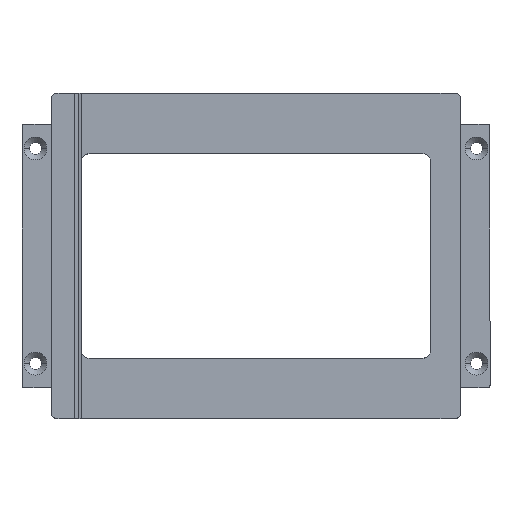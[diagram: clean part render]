
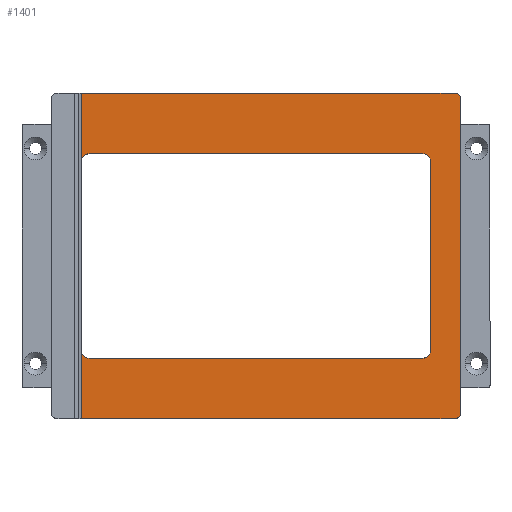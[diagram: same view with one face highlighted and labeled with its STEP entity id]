
A CAD part, top view. The second image highlights one B-rep face of the part: STEP entity #1401.
In plain terms, the highlighted planar face has unit normal (0, 0, 1).
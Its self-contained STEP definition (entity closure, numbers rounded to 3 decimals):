
#36 = EDGE_CURVE ( 'NONE', #520, #1092, #2036, .T. ) ;
#86 = LINE ( 'NONE', #917, #449 ) ;
#87 = VECTOR ( 'NONE', #738, 1000. ) ;
#113 = EDGE_CURVE ( 'NONE', #1092, #793, #395, .T. ) ;
#129 = DIRECTION ( 'NONE',  ( 0., 0., -1. ) ) ;
#130 = ORIENTED_EDGE ( 'NONE', *, *, #1623, .F. ) ;
#134 = ORIENTED_EDGE ( 'NONE', *, *, #1272, .F. ) ;
#136 = CARTESIAN_POINT ( 'NONE',  ( -62., 38., 12. ) ) ;
#179 = CARTESIAN_POINT ( 'NONE',  ( -76., 60.5, 12. ) ) ;
#229 = CARTESIAN_POINT ( 'NONE',  ( -62., 35., 12. ) ) ;
#240 = LINE ( 'NONE', #1425, #1017 ) ;
#244 = CARTESIAN_POINT ( 'NONE',  ( 74., -58.5, 12. ) ) ;
#253 = AXIS2_PLACEMENT_3D ( 'NONE', #2087, #1262, #1240 ) ;
#268 = ORIENTED_EDGE ( 'NONE', *, *, #772, .T. ) ;
#330 = DIRECTION ( 'NONE',  ( 0., 0., -1. ) ) ;
#346 = VERTEX_POINT ( 'NONE', #1429 ) ;
#391 = CARTESIAN_POINT ( 'NONE',  ( 65., -35., 12. ) ) ;
#395 = LINE ( 'NONE', #757, #722 ) ;
#400 = CARTESIAN_POINT ( 'NONE',  ( 65., 35., 12. ) ) ;
#449 = VECTOR ( 'NONE', #1583, 1000. ) ;
#460 = CARTESIAN_POINT ( 'NONE',  ( 62., -35., 12. ) ) ;
#468 = CARTESIAN_POINT ( 'NONE',  ( 62., -38., 12. ) ) ;
#471 = VERTEX_POINT ( 'NONE', #136 ) ;
#496 = CARTESIAN_POINT ( 'NONE',  ( 76., 58.5, 12. ) ) ;
#509 = CARTESIAN_POINT ( 'NONE',  ( -76., -60.5, 12. ) ) ;
#520 = VERTEX_POINT ( 'NONE', #1363 ) ;
#526 = AXIS2_PLACEMENT_3D ( 'NONE', #1975, #330, #1812 ) ;
#543 = DIRECTION ( 'NONE',  ( -1., 0., 0. ) ) ;
#561 = AXIS2_PLACEMENT_3D ( 'NONE', #460, #1129, #1604 ) ;
#584 = CARTESIAN_POINT ( 'NONE',  ( -65., 60.5, 12. ) ) ;
#630 = VERTEX_POINT ( 'NONE', #391 ) ;
#635 = ORIENTED_EDGE ( 'NONE', *, *, #1298, .T. ) ;
#642 = ORIENTED_EDGE ( 'NONE', *, *, #36, .T. ) ;
#701 = CARTESIAN_POINT ( 'NONE',  ( -65., -60.5, 12. ) ) ;
#710 = VECTOR ( 'NONE', #1188, 1000. ) ;
#722 = VECTOR ( 'NONE', #1737, 1000. ) ;
#738 = DIRECTION ( 'NONE',  ( 0., 1., 0. ) ) ;
#741 = EDGE_CURVE ( 'NONE', #1127, #2153, #1187, .T. ) ;
#742 = AXIS2_PLACEMENT_3D ( 'NONE', #1330, #129, #1307 ) ;
#757 = CARTESIAN_POINT ( 'NONE',  ( 76., -60.5, 12. ) ) ;
#771 = CIRCLE ( 'NONE', #1047, 3. ) ;
#772 = EDGE_CURVE ( 'NONE', #886, #520, #2007, .T. ) ;
#789 = ORIENTED_EDGE ( 'NONE', *, *, #1008, .F. ) ;
#793 = VERTEX_POINT ( 'NONE', #496 ) ;
#797 = LINE ( 'NONE', #584, #2097 ) ;
#800 = ORIENTED_EDGE ( 'NONE', *, *, #1876, .T. ) ;
#826 = ORIENTED_EDGE ( 'NONE', *, *, #2005, .T. ) ;
#886 = VERTEX_POINT ( 'NONE', #701 ) ;
#902 = LINE ( 'NONE', #1568, #87 ) ;
#917 = CARTESIAN_POINT ( 'NONE',  ( -65., 38., 12. ) ) ;
#921 = DIRECTION ( 'NONE',  ( 0., 0., 1. ) ) ;
#936 = DIRECTION ( 'NONE',  ( 0., 1., 0. ) ) ;
#960 = ORIENTED_EDGE ( 'NONE', *, *, #1491, .F. ) ;
#968 = DIRECTION ( 'NONE',  ( 0., 0., 1. ) ) ;
#972 = EDGE_CURVE ( 'NONE', #1998, #471, #771, .T. ) ;
#973 = CARTESIAN_POINT ( 'NONE',  ( -62., -38., 12. ) ) ;
#996 = EDGE_CURVE ( 'NONE', #1676, #471, #86, .T. ) ;
#1008 = EDGE_CURVE ( 'NONE', #630, #1011, #240, .T. ) ;
#1011 = VERTEX_POINT ( 'NONE', #400 ) ;
#1017 = VECTOR ( 'NONE', #2084, 1000. ) ;
#1047 = AXIS2_PLACEMENT_3D ( 'NONE', #229, #1461, #1618 ) ;
#1058 = VECTOR ( 'NONE', #1532, 1000. ) ;
#1089 = CARTESIAN_POINT ( 'NONE',  ( 74., 60.5, 12. ) ) ;
#1092 = VERTEX_POINT ( 'NONE', #1811 ) ;
#1127 = VERTEX_POINT ( 'NONE', #973 ) ;
#1129 = DIRECTION ( 'NONE',  ( 0., 0., -1. ) ) ;
#1173 = DIRECTION ( 'NONE',  ( 1., 0., 0. ) ) ;
#1187 = CIRCLE ( 'NONE', #526, 3. ) ;
#1188 = DIRECTION ( 'NONE',  ( 1., 0., 0. ) ) ;
#1207 = CIRCLE ( 'NONE', #253, 3. ) ;
#1209 = VERTEX_POINT ( 'NONE', #1089 ) ;
#1234 = CARTESIAN_POINT ( 'NONE',  ( 62., 38., 12. ) ) ;
#1240 = DIRECTION ( 'NONE',  ( -1., 0., 0. ) ) ;
#1262 = DIRECTION ( 'NONE',  ( 0., 0., -1. ) ) ;
#1272 = EDGE_CURVE ( 'NONE', #886, #2153, #797, .T. ) ;
#1298 = EDGE_CURVE ( 'NONE', #630, #1868, #1683, .T. ) ;
#1307 = DIRECTION ( 'NONE',  ( -1., 0., 0. ) ) ;
#1326 = ORIENTED_EDGE ( 'NONE', *, *, #972, .T. ) ;
#1330 = CARTESIAN_POINT ( 'NONE',  ( 0., 0., 12. ) ) ;
#1363 = CARTESIAN_POINT ( 'NONE',  ( 74., -60.5, 12. ) ) ;
#1367 = CARTESIAN_POINT ( 'NONE',  ( -65., -38., 12. ) ) ;
#1391 = VECTOR ( 'NONE', #1173, 1000. ) ;
#1401 = ADVANCED_FACE ( 'NONE', ( #1483 ), #1662, .F. ) ;
#1425 = CARTESIAN_POINT ( 'NONE',  ( 65., -38., 12. ) ) ;
#1429 = CARTESIAN_POINT ( 'NONE',  ( -65., 60.5, 12. ) ) ;
#1461 = DIRECTION ( 'NONE',  ( 0., 0., -1. ) ) ;
#1483 = FACE_OUTER_BOUND ( 'NONE', #1921, .T. ) ;
#1491 = EDGE_CURVE ( 'NONE', #1127, #1868, #1708, .T. ) ;
#1532 = DIRECTION ( 'NONE',  ( -1., 0., 0. ) ) ;
#1546 = AXIS2_PLACEMENT_3D ( 'NONE', #1806, #968, #1955 ) ;
#1568 = CARTESIAN_POINT ( 'NONE',  ( -65., 60.5, 12. ) ) ;
#1583 = DIRECTION ( 'NONE',  ( -1., 0., 0. ) ) ;
#1604 = DIRECTION ( 'NONE',  ( -1., 0., 0. ) ) ;
#1618 = DIRECTION ( 'NONE',  ( -1., 0., 0. ) ) ;
#1623 = EDGE_CURVE ( 'NONE', #1998, #346, #902, .T. ) ;
#1662 = PLANE ( 'NONE',  #742 ) ;
#1676 = VERTEX_POINT ( 'NONE', #1234 ) ;
#1683 = CIRCLE ( 'NONE', #561, 3. ) ;
#1699 = CARTESIAN_POINT ( 'NONE',  ( -65., 35., 12. ) ) ;
#1708 = LINE ( 'NONE', #1367, #710 ) ;
#1717 = LINE ( 'NONE', #179, #1058 ) ;
#1724 = ORIENTED_EDGE ( 'NONE', *, *, #113, .T. ) ;
#1737 = DIRECTION ( 'NONE',  ( 0., 1., 0. ) ) ;
#1750 = ORIENTED_EDGE ( 'NONE', *, *, #2065, .T. ) ;
#1764 = AXIS2_PLACEMENT_3D ( 'NONE', #244, #921, #543 ) ;
#1785 = ORIENTED_EDGE ( 'NONE', *, *, #741, .T. ) ;
#1806 = CARTESIAN_POINT ( 'NONE',  ( 74., 58.5, 12. ) ) ;
#1811 = CARTESIAN_POINT ( 'NONE',  ( 76., -58.5, 12. ) ) ;
#1812 = DIRECTION ( 'NONE',  ( -1., 0., 0. ) ) ;
#1868 = VERTEX_POINT ( 'NONE', #468 ) ;
#1876 = EDGE_CURVE ( 'NONE', #793, #1209, #2095, .T. ) ;
#1921 = EDGE_LOOP ( 'NONE', ( #268, #642, #1724, #800, #826, #130, #1326, #1978, #1750, #789, #635, #960, #1785, #134 ) ) ;
#1955 = DIRECTION ( 'NONE',  ( -1., 0., 0. ) ) ;
#1975 = CARTESIAN_POINT ( 'NONE',  ( -62., -35., 12. ) ) ;
#1978 = ORIENTED_EDGE ( 'NONE', *, *, #996, .F. ) ;
#1998 = VERTEX_POINT ( 'NONE', #1699 ) ;
#2005 = EDGE_CURVE ( 'NONE', #1209, #346, #1717, .T. ) ;
#2007 = LINE ( 'NONE', #509, #1391 ) ;
#2036 = CIRCLE ( 'NONE', #1764, 2. ) ;
#2060 = CARTESIAN_POINT ( 'NONE',  ( -65., -35., 12. ) ) ;
#2065 = EDGE_CURVE ( 'NONE', #1676, #1011, #1207, .T. ) ;
#2084 = DIRECTION ( 'NONE',  ( 0., 1., 0. ) ) ;
#2087 = CARTESIAN_POINT ( 'NONE',  ( 62., 35., 12. ) ) ;
#2095 = CIRCLE ( 'NONE', #1546, 2. ) ;
#2097 = VECTOR ( 'NONE', #936, 1000. ) ;
#2153 = VERTEX_POINT ( 'NONE', #2060 ) ;
